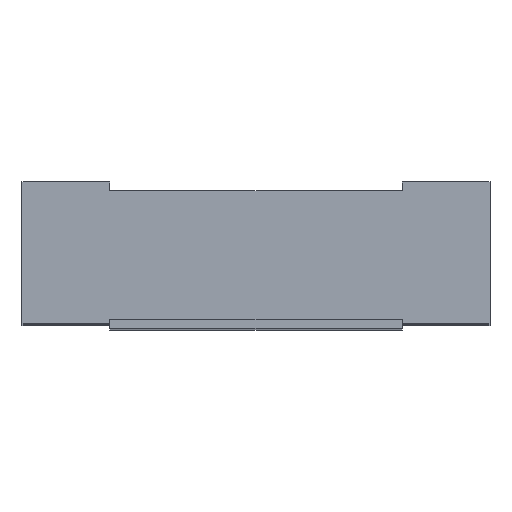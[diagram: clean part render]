
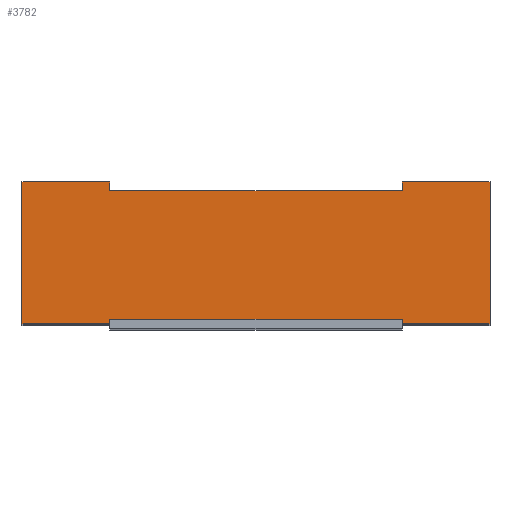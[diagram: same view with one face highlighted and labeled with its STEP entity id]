
A CAD part, top view. The second image highlights one B-rep face of the part: STEP entity #3782.
In plain terms, the highlighted planar face has unit normal (0, 0, 1).
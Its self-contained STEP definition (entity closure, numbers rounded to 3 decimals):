
#671=DIRECTION('',(-1.,0.,0.));
#672=VECTOR('',#671,0.3);
#673=CARTESIAN_POINT('',(-0.5,-0.243,3.8));
#674=LINE('',#673,#672);
#767=DIRECTION('',(-1.,0.,0.));
#768=VECTOR('',#767,0.3);
#769=CARTESIAN_POINT('',(0.8,-0.243,3.8));
#770=LINE('',#769,#768);
#967=DIRECTION('',(0.,-1.,0.));
#968=VECTOR('',#967,0.015);
#969=CARTESIAN_POINT('',(0.5,-0.228,3.8));
#970=LINE('',#969,#968);
#999=DIRECTION('',(0.,1.,0.));
#1000=VECTOR('',#999,0.03);
#1001=CARTESIAN_POINT('',(0.5,0.213,3.8));
#1002=LINE('',#1001,#1000);
#1003=DIRECTION('',(0.,-1.,0.));
#1004=VECTOR('',#1003,0.485);
#1005=CARTESIAN_POINT('',(0.8,0.243,3.8));
#1006=LINE('',#1005,#1004);
#1007=DIRECTION('',(1.,0.,0.));
#1008=VECTOR('',#1007,1.);
#1009=CARTESIAN_POINT('',(-0.5,-0.228,3.8));
#1010=LINE('',#1009,#1008);
#1011=DIRECTION('',(0.,-1.,0.));
#1012=VECTOR('',#1011,0.015);
#1013=CARTESIAN_POINT('',(-0.5,-0.228,3.8));
#1014=LINE('',#1013,#1012);
#1015=DIRECTION('',(0.,-1.,0.));
#1016=VECTOR('',#1015,0.03);
#1017=CARTESIAN_POINT('',(-0.5,0.243,3.8));
#1018=LINE('',#1017,#1016);
#1019=DIRECTION('',(1.,0.,0.));
#1020=VECTOR('',#1019,1.);
#1021=CARTESIAN_POINT('',(-0.5,0.213,3.8));
#1022=LINE('',#1021,#1020);
#1227=DIRECTION('',(-1.,0.,0.));
#1228=VECTOR('',#1227,0.3);
#1229=CARTESIAN_POINT('',(-0.5,0.243,3.8));
#1230=LINE('',#1229,#1228);
#1231=DIRECTION('',(-1.,0.,0.));
#1232=VECTOR('',#1231,0.3);
#1233=CARTESIAN_POINT('',(0.8,0.243,3.8));
#1234=LINE('',#1233,#1232);
#1901=DIRECTION('',(0.,-1.,0.));
#1902=VECTOR('',#1901,0.485);
#1903=CARTESIAN_POINT('',(-0.8,0.243,3.8));
#1904=LINE('',#1903,#1902);
#1945=CARTESIAN_POINT('',(-0.5,0.213,3.8));
#1946=CARTESIAN_POINT('',(0.5,0.213,3.8));
#1947=VERTEX_POINT('',#1945);
#1948=VERTEX_POINT('',#1946);
#2249=CARTESIAN_POINT('',(-0.5,-0.228,3.8));
#2250=CARTESIAN_POINT('',(0.5,-0.228,3.8));
#2251=VERTEX_POINT('',#2249);
#2252=VERTEX_POINT('',#2250);
#2317=CARTESIAN_POINT('',(-0.8,0.243,3.8));
#2319=VERTEX_POINT('',#2317);
#2323=CARTESIAN_POINT('',(-0.5,0.243,3.8));
#2324=VERTEX_POINT('',#2323);
#2325=CARTESIAN_POINT('',(0.8,0.243,3.8));
#2326=CARTESIAN_POINT('',(0.5,0.243,3.8));
#2327=VERTEX_POINT('',#2325);
#2328=VERTEX_POINT('',#2326);
#2381=CARTESIAN_POINT('',(-0.8,-0.243,3.8));
#2383=VERTEX_POINT('',#2381);
#2385=CARTESIAN_POINT('',(-0.5,-0.243,3.8));
#2386=VERTEX_POINT('',#2385);
#2387=CARTESIAN_POINT('',(0.8,-0.243,3.8));
#2388=CARTESIAN_POINT('',(0.5,-0.243,3.8));
#2389=VERTEX_POINT('',#2387);
#2390=VERTEX_POINT('',#2388);
#3758=CARTESIAN_POINT('',(0.,0.,3.8));
#3759=DIRECTION('',(0.,0.,1.));
#3760=DIRECTION('',(1.,0.,0.));
#3761=AXIS2_PLACEMENT_3D('',#3758,#3759,#3760);
#3762=PLANE('',#3761);
#3763=ORIENTED_EDGE('',*,*,#3730,.T.);
#3765=ORIENTED_EDGE('',*,*,#3764,.F.);
#3767=ORIENTED_EDGE('',*,*,#3766,.T.);
#3768=ORIENTED_EDGE('',*,*,#3423,.T.);
#3769=ORIENTED_EDGE('',*,*,#3668,.F.);
#3770=ORIENTED_EDGE('',*,*,#2817,.F.);
#3771=ORIENTED_EDGE('',*,*,#3560,.T.);
#3772=ORIENTED_EDGE('',*,*,#3300,.T.);
#3774=ORIENTED_EDGE('',*,*,#3773,.F.);
#3776=ORIENTED_EDGE('',*,*,#3775,.F.);
#3777=ORIENTED_EDGE('',*,*,#3614,.T.);
#3779=ORIENTED_EDGE('',*,*,#3778,.T.);
#3780=EDGE_LOOP('',(#3763,#3765,#3767,#3768,#3769,#3770,#3771,#3772,#3774,#3776,
#3777,#3779));
#3781=FACE_OUTER_BOUND('',#3780,.F.);
#2817=EDGE_CURVE('',#2251,#2252,#1010,.T.);
#3300=EDGE_CURVE('',#2386,#2383,#674,.T.);
#3423=EDGE_CURVE('',#2389,#2390,#770,.T.);
#3560=EDGE_CURVE('',#2251,#2386,#1014,.T.);
#3614=EDGE_CURVE('',#2324,#1947,#1018,.T.);
#3668=EDGE_CURVE('',#2252,#2390,#970,.T.);
#3730=EDGE_CURVE('',#1948,#2328,#1002,.T.);
#3764=EDGE_CURVE('',#2327,#2328,#1234,.T.);
#3766=EDGE_CURVE('',#2327,#2389,#1006,.T.);
#3773=EDGE_CURVE('',#2319,#2383,#1904,.T.);
#3775=EDGE_CURVE('',#2324,#2319,#1230,.T.);
#3778=EDGE_CURVE('',#1947,#1948,#1022,.T.);
#3782=ADVANCED_FACE('',(#3781),#3762,.T.);
